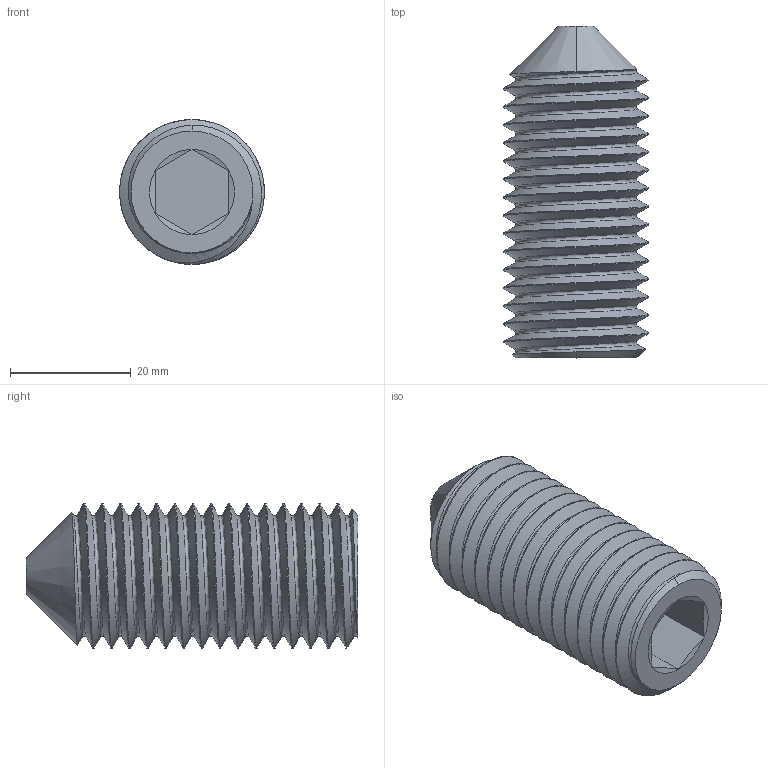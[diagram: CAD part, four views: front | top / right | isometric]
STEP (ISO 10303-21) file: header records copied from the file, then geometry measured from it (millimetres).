
FILE_DESCRIPTION (( 'STEP AP214' ), '1' );
FILE_NAME ('M24.STEP', '2019-03-27T17:44:05', ( '' ), ( '' ), 'SwSTEP 2.0', 'SolidWorks 2018', '' );
FILE_SCHEMA (( 'AUTOMOTIVE_DESIGN' ));
Length unit declared in the file: millimetre
Products named in the file (1): M24
Bounding box: 23.98 x 55 x 24 mm (x, y, z)
Volume: 17042 mm3; surface area: 7045.5 mm2
Topology: 1 solids, 1 shells, 55 faces, 143 edges, 91 vertices
Faces by surface type: cylinder 31, cone 12, plane 9, bspline 3
Entity records: 6489 total; most frequent: CARTESIAN_POINT 5337, ORIENTED_EDGE 286, DIRECTION 181, EDGE_CURVE 143, VERTEX_POINT 91, AXIS2_PLACEMENT_3D 67, EDGE_LOOP 56, FACE_OUTER_BOUND 55
